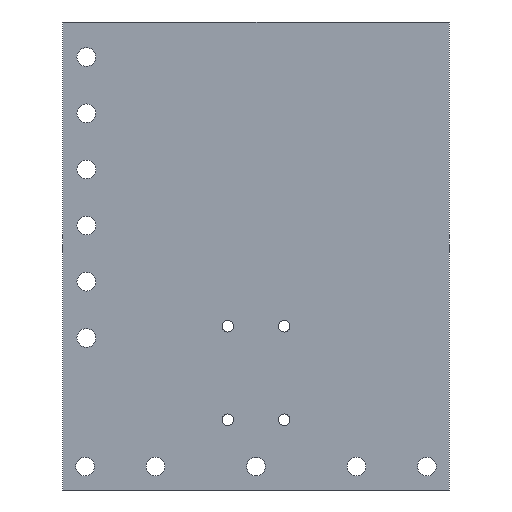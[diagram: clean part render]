
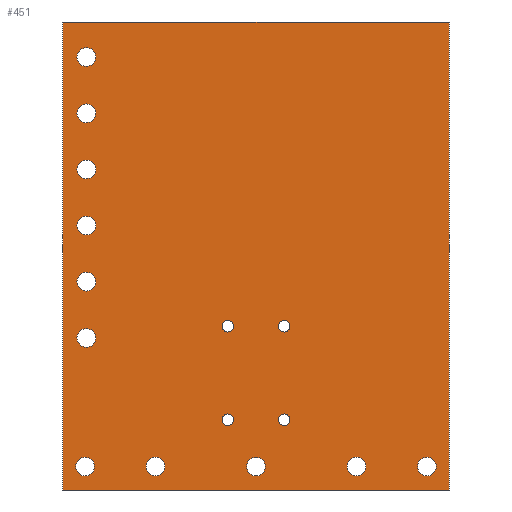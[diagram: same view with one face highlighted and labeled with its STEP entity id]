
A CAD part, left-side view. The second image highlights one B-rep face of the part: STEP entity #451.
In plain terms, the highlighted planar face has unit normal (-1, 0, 0).
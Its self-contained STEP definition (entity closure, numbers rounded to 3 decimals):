
#30=FACE_BOUND('',#108,.T.);
#31=FACE_BOUND('',#109,.T.);
#32=FACE_BOUND('',#110,.T.);
#33=FACE_BOUND('',#111,.T.);
#34=FACE_BOUND('',#112,.T.);
#35=FACE_BOUND('',#113,.T.);
#36=FACE_BOUND('',#114,.T.);
#37=FACE_BOUND('',#115,.T.);
#38=FACE_BOUND('',#116,.T.);
#39=FACE_BOUND('',#117,.T.);
#40=FACE_BOUND('',#118,.T.);
#41=FACE_BOUND('',#119,.T.);
#42=FACE_BOUND('',#120,.T.);
#43=FACE_BOUND('',#121,.T.);
#44=FACE_BOUND('',#122,.T.);
#50=PLANE('',#516);
#71=FACE_OUTER_BOUND('',#107,.T.);
#107=EDGE_LOOP('',(#397,#398,#399,#400));
#108=EDGE_LOOP('',(#401));
#109=EDGE_LOOP('',(#402));
#110=EDGE_LOOP('',(#403));
#111=EDGE_LOOP('',(#404));
#112=EDGE_LOOP('',(#405));
#113=EDGE_LOOP('',(#406));
#114=EDGE_LOOP('',(#407));
#115=EDGE_LOOP('',(#408));
#116=EDGE_LOOP('',(#409));
#117=EDGE_LOOP('',(#410));
#118=EDGE_LOOP('',(#411));
#119=EDGE_LOOP('',(#412));
#120=EDGE_LOOP('',(#413));
#121=EDGE_LOOP('',(#414));
#122=EDGE_LOOP('',(#415));
#138=LINE('',#742,#165);
#142=LINE('',#750,#169);
#145=LINE('',#756,#172);
#148=LINE('',#761,#175);
#165=VECTOR('',#626,10.);
#169=VECTOR('',#632,10.);
#172=VECTOR('',#637,10.);
#175=VECTOR('',#642,10.);
#178=CIRCLE('',#468,4.);
#180=CIRCLE('',#471,4.);
#182=CIRCLE('',#474,4.);
#184=CIRCLE('',#477,4.);
#186=CIRCLE('',#480,4.);
#188=CIRCLE('',#483,4.);
#190=CIRCLE('',#486,2.5);
#192=CIRCLE('',#489,4.);
#194=CIRCLE('',#492,4.);
#196=CIRCLE('',#495,2.5);
#198=CIRCLE('',#498,2.5);
#200=CIRCLE('',#501,4.);
#202=CIRCLE('',#504,4.);
#204=CIRCLE('',#507,4.);
#206=CIRCLE('',#510,2.5);
#208=VERTEX_POINT('',#652);
#210=VERTEX_POINT('',#658);
#212=VERTEX_POINT('',#664);
#214=VERTEX_POINT('',#670);
#216=VERTEX_POINT('',#676);
#218=VERTEX_POINT('',#682);
#220=VERTEX_POINT('',#688);
#222=VERTEX_POINT('',#694);
#224=VERTEX_POINT('',#700);
#226=VERTEX_POINT('',#706);
#228=VERTEX_POINT('',#712);
#230=VERTEX_POINT('',#718);
#232=VERTEX_POINT('',#724);
#234=VERTEX_POINT('',#730);
#236=VERTEX_POINT('',#736);
#237=VERTEX_POINT('',#740);
#238=VERTEX_POINT('',#741);
#241=VERTEX_POINT('',#749);
#243=VERTEX_POINT('',#755);
#247=EDGE_CURVE('',#208,#208,#178,.T.);
#250=EDGE_CURVE('',#210,#210,#180,.T.);
#253=EDGE_CURVE('',#212,#212,#182,.T.);
#256=EDGE_CURVE('',#214,#214,#184,.T.);
#259=EDGE_CURVE('',#216,#216,#186,.T.);
#262=EDGE_CURVE('',#218,#218,#188,.T.);
#265=EDGE_CURVE('',#220,#220,#190,.T.);
#268=EDGE_CURVE('',#222,#222,#192,.T.);
#271=EDGE_CURVE('',#224,#224,#194,.T.);
#274=EDGE_CURVE('',#226,#226,#196,.T.);
#277=EDGE_CURVE('',#228,#228,#198,.T.);
#280=EDGE_CURVE('',#230,#230,#200,.T.);
#283=EDGE_CURVE('',#232,#232,#202,.T.);
#286=EDGE_CURVE('',#234,#234,#204,.T.);
#289=EDGE_CURVE('',#236,#236,#206,.T.);
#290=EDGE_CURVE('',#237,#238,#138,.T.);
#294=EDGE_CURVE('',#238,#241,#142,.T.);
#297=EDGE_CURVE('',#241,#243,#145,.T.);
#300=EDGE_CURVE('',#243,#237,#148,.T.);
#397=ORIENTED_EDGE('',*,*,#300,.T.);
#398=ORIENTED_EDGE('',*,*,#290,.T.);
#399=ORIENTED_EDGE('',*,*,#294,.T.);
#400=ORIENTED_EDGE('',*,*,#297,.T.);
#401=ORIENTED_EDGE('',*,*,#247,.T.);
#402=ORIENTED_EDGE('',*,*,#250,.T.);
#403=ORIENTED_EDGE('',*,*,#253,.T.);
#404=ORIENTED_EDGE('',*,*,#256,.T.);
#405=ORIENTED_EDGE('',*,*,#259,.T.);
#406=ORIENTED_EDGE('',*,*,#262,.T.);
#407=ORIENTED_EDGE('',*,*,#265,.T.);
#408=ORIENTED_EDGE('',*,*,#268,.T.);
#409=ORIENTED_EDGE('',*,*,#271,.T.);
#410=ORIENTED_EDGE('',*,*,#274,.T.);
#411=ORIENTED_EDGE('',*,*,#277,.T.);
#412=ORIENTED_EDGE('',*,*,#280,.T.);
#413=ORIENTED_EDGE('',*,*,#283,.T.);
#414=ORIENTED_EDGE('',*,*,#286,.T.);
#415=ORIENTED_EDGE('',*,*,#289,.T.);
#451=ADVANCED_FACE('',(#71,#30,#31,#32,#33,#34,#35,#36,#37,#38,#39,#40,
#41,#42,#43,#44),#50,.F.);
#468=AXIS2_PLACEMENT_3D('',#654,#524,#525);
#471=AXIS2_PLACEMENT_3D('',#660,#531,#532);
#474=AXIS2_PLACEMENT_3D('',#666,#538,#539);
#477=AXIS2_PLACEMENT_3D('',#672,#545,#546);
#480=AXIS2_PLACEMENT_3D('',#678,#552,#553);
#483=AXIS2_PLACEMENT_3D('',#684,#559,#560);
#486=AXIS2_PLACEMENT_3D('',#690,#566,#567);
#489=AXIS2_PLACEMENT_3D('',#696,#573,#574);
#492=AXIS2_PLACEMENT_3D('',#702,#580,#581);
#495=AXIS2_PLACEMENT_3D('',#708,#587,#588);
#498=AXIS2_PLACEMENT_3D('',#714,#594,#595);
#501=AXIS2_PLACEMENT_3D('',#720,#601,#602);
#504=AXIS2_PLACEMENT_3D('',#726,#608,#609);
#507=AXIS2_PLACEMENT_3D('',#732,#615,#616);
#510=AXIS2_PLACEMENT_3D('',#738,#622,#623);
#516=AXIS2_PLACEMENT_3D('',#764,#646,#647);
#524=DIRECTION('center_axis',(1.,0.,0.));
#525=DIRECTION('ref_axis',(0.,1.,0.));
#531=DIRECTION('center_axis',(1.,0.,0.));
#532=DIRECTION('ref_axis',(0.,1.,0.));
#538=DIRECTION('center_axis',(1.,0.,0.));
#539=DIRECTION('ref_axis',(0.,1.,0.));
#545=DIRECTION('center_axis',(1.,0.,0.));
#546=DIRECTION('ref_axis',(0.,1.,0.));
#552=DIRECTION('center_axis',(1.,0.,0.));
#553=DIRECTION('ref_axis',(0.,1.,0.));
#559=DIRECTION('center_axis',(1.,0.,0.));
#560=DIRECTION('ref_axis',(0.,1.,0.));
#566=DIRECTION('center_axis',(1.,0.,0.));
#567=DIRECTION('ref_axis',(0.,1.,0.));
#573=DIRECTION('center_axis',(1.,0.,0.));
#574=DIRECTION('ref_axis',(0.,1.,0.));
#580=DIRECTION('center_axis',(1.,0.,0.));
#581=DIRECTION('ref_axis',(0.,1.,0.));
#587=DIRECTION('center_axis',(1.,0.,0.));
#588=DIRECTION('ref_axis',(0.,1.,0.));
#594=DIRECTION('center_axis',(1.,0.,0.));
#595=DIRECTION('ref_axis',(0.,1.,0.));
#601=DIRECTION('center_axis',(1.,0.,0.));
#602=DIRECTION('ref_axis',(0.,1.,0.));
#608=DIRECTION('center_axis',(1.,0.,0.));
#609=DIRECTION('ref_axis',(0.,1.,0.));
#615=DIRECTION('center_axis',(1.,0.,0.));
#616=DIRECTION('ref_axis',(0.,1.,0.));
#622=DIRECTION('center_axis',(1.,0.,0.));
#623=DIRECTION('ref_axis',(0.,1.,0.));
#626=DIRECTION('',(0.,0.,1.));
#632=DIRECTION('',(0.,1.,0.));
#637=DIRECTION('',(0.,0.,-1.));
#642=DIRECTION('',(0.,-1.,0.));
#646=DIRECTION('center_axis',(1.,0.,0.));
#647=DIRECTION('ref_axis',(0.,1.,0.));
#652=CARTESIAN_POINT('',(0.,68.5,13.));
#654=CARTESIAN_POINT('Origin',(0.,72.5,13.));
#658=CARTESIAN_POINT('',(0.,68.5,85.));
#660=CARTESIAN_POINT('Origin',(0.,72.5,85.));
#664=CARTESIAN_POINT('',(0.,68.5,-11.));
#666=CARTESIAN_POINT('Origin',(0.,72.5,-11.));
#670=CARTESIAN_POINT('',(0.,68.5,37.));
#672=CARTESIAN_POINT('Origin',(0.,72.5,37.));
#676=CARTESIAN_POINT('',(0.,68.5,61.));
#678=CARTESIAN_POINT('Origin',(0.,72.5,61.));
#682=CARTESIAN_POINT('',(0.,68.5,-35.));
#684=CARTESIAN_POINT('Origin',(0.,72.5,-35.));
#688=CARTESIAN_POINT('',(0.,9.5,-30.));
#690=CARTESIAN_POINT('Origin',(0.,12.,-30.));
#694=CARTESIAN_POINT('',(0.,-4.,-90.));
#696=CARTESIAN_POINT('Origin',(0.,0.,-90.));
#700=CARTESIAN_POINT('',(0.,-47.,-90.));
#702=CARTESIAN_POINT('Origin',(0.,-43.,-90.));
#706=CARTESIAN_POINT('',(0.,-14.5,-30.));
#708=CARTESIAN_POINT('Origin',(0.,-12.,-30.));
#712=CARTESIAN_POINT('',(0.,9.5,-70.));
#714=CARTESIAN_POINT('Origin',(0.,12.,-70.));
#718=CARTESIAN_POINT('',(0.,39.,-90.));
#720=CARTESIAN_POINT('Origin',(0.,43.,-90.));
#724=CARTESIAN_POINT('',(0.,-77.,-90.));
#726=CARTESIAN_POINT('Origin',(0.,-73.,-90.));
#730=CARTESIAN_POINT('',(0.,69.,-90.));
#732=CARTESIAN_POINT('Origin',(0.,73.,-90.));
#736=CARTESIAN_POINT('',(0.,-14.5,-70.));
#738=CARTESIAN_POINT('Origin',(0.,-12.,-70.));
#740=CARTESIAN_POINT('',(0.,-82.5,-100.));
#741=CARTESIAN_POINT('',(0.,-82.5,100.));
#742=CARTESIAN_POINT('',(0.,-82.5,-100.));
#749=CARTESIAN_POINT('',(0.,82.5,100.));
#750=CARTESIAN_POINT('',(0.,-82.5,100.));
#755=CARTESIAN_POINT('',(0.,82.5,-100.));
#756=CARTESIAN_POINT('',(0.,82.5,100.));
#761=CARTESIAN_POINT('',(0.,82.5,-100.));
#764=CARTESIAN_POINT('Origin',(0.,0.,0.));
